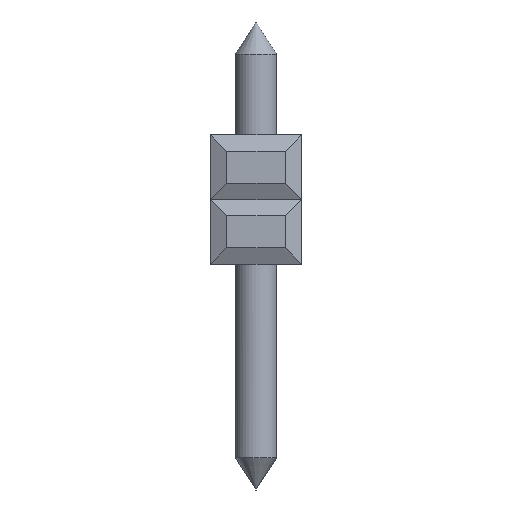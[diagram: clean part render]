
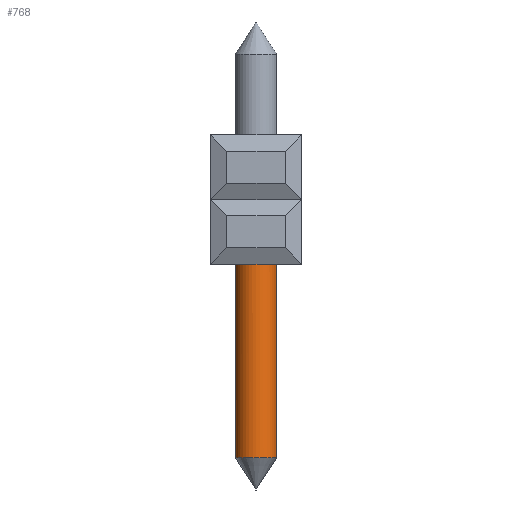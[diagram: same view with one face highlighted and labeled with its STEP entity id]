
A CAD part, left-side view. The second image highlights one B-rep face of the part: STEP entity #768.
In plain terms, the highlighted cylindrical face has radius 0.65 mm (diameter 1.3 mm), a full revolution.
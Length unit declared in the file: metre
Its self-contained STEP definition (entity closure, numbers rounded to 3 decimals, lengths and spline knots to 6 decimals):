
#768=ADVANCED_FACE('',(#2197,#2198),#2199,.T.);
#2197=FACE_OUTER_BOUND('',#4412,.T.);
#2198=FACE_OUTER_BOUND('',#4413,.T.);
#2199=CYLINDRICAL_SURFACE('',#4414,0.00065);
#4412=EDGE_LOOP('',(#6704));
#4413=EDGE_LOOP('',(#6705));
#4414=AXIS2_PLACEMENT_3D('',#6706,#6707,#6708);
#6704=ORIENTED_EDGE('',*,*,#12332,.F.);
#6705=ORIENTED_EDGE('',*,*,#12333,.F.);
#6706=CARTESIAN_POINT('',(-0.00435,-0.03326,0.0005));
#6707=DIRECTION('',(0.0,0.,-1.0));
#6708=DIRECTION('',(-1.0,0.0,0.0));
#12332=EDGE_CURVE('',#14588,#14588,#14589,.T.);
#12333=EDGE_CURVE('',#14590,#14590,#14591,.T.);
#14588=VERTEX_POINT('',#17698);
#14589=CIRCLE('',#17699,0.00065);
#14590=VERTEX_POINT('',#17700);
#14591=CIRCLE('',#17701,0.00065);
#17698=CARTESIAN_POINT('',(-0.00396,-0.03274,-0.01));
#17699=AXIS2_PLACEMENT_3D('',#22181,#22182,#22183);
#17700=CARTESIAN_POINT('',(-0.00435,-0.03391,-0.0038));
#17701=AXIS2_PLACEMENT_3D('',#22184,#22185,#22186);
#22181=CARTESIAN_POINT('',(-0.00435,-0.03326,-0.01));
#22182=DIRECTION('',(0.,0.,-1.0));
#22183=DIRECTION('',(0.6,0.8,0.));
#22184=CARTESIAN_POINT('',(-0.00435,-0.03326,-0.0038));
#22185=DIRECTION('',(0.0,0.,1.0));
#22186=DIRECTION('',(0.0,-1.0,0.));
